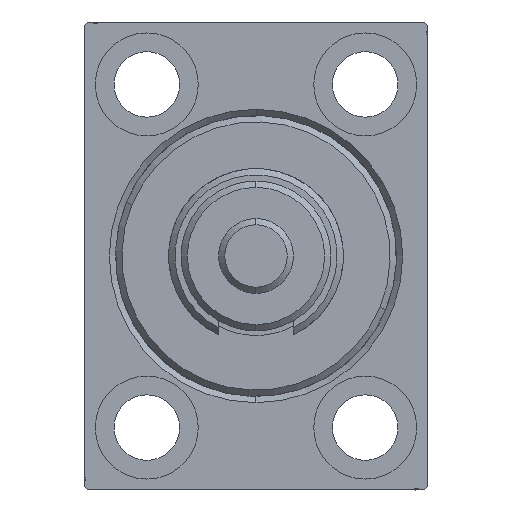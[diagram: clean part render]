
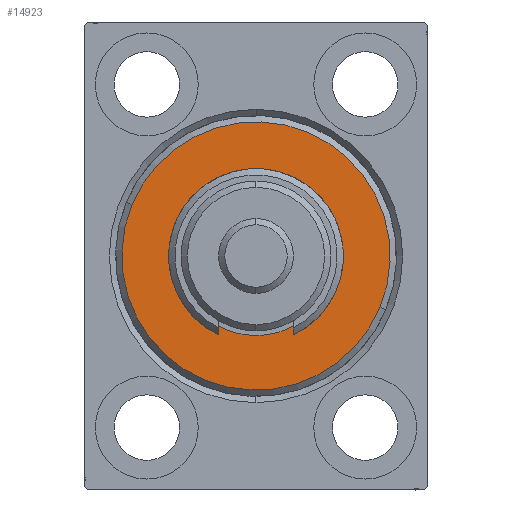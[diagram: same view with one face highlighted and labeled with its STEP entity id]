
A CAD part, left-side view. The second image highlights one B-rep face of the part: STEP entity #14923.
In plain terms, the highlighted face is planar.
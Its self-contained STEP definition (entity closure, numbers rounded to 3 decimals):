
#939 = VERTEX_POINT ( 'NONE', #15469 ) ;
#1789 = VERTEX_POINT ( 'NONE', #44641 ) ;
#2242 = EDGE_CURVE ( 'NONE', #12072, #939, #19754, .T. ) ;
#2685 = AXIS2_PLACEMENT_3D ( 'NONE', #43255, #46119, #17234 ) ;
#3413 = DIRECTION ( 'NONE',  ( 0., 0., -1. ) ) ;
#3644 = CARTESIAN_POINT ( 'NONE',  ( 3., 0., 0. ) ) ;
#6961 = CARTESIAN_POINT ( 'NONE',  ( 3., 0., -21.5 ) ) ;
#7209 = CARTESIAN_POINT ( 'NONE',  ( 3., 0., 0. ) ) ;
#7440 = EDGE_CURVE ( 'NONE', #939, #12072, #40487, .T. ) ;
#7524 = EDGE_LOOP ( 'NONE', ( #34448, #35625 ) ) ;
#11040 = CIRCLE ( 'NONE', #2685, 12.75 ) ;
#12072 = VERTEX_POINT ( 'NONE', #6961 ) ;
#13086 = CIRCLE ( 'NONE', #13845, 12.75 ) ;
#13777 = AXIS2_PLACEMENT_3D ( 'NONE', #39467, #21317, #35864 ) ;
#13845 = AXIS2_PLACEMENT_3D ( 'NONE', #3644, #47094, #3413 ) ;
#14923 = ADVANCED_FACE ( 'NONE', ( #27413, #26471 ), #41044, .T. ) ;
#15469 = CARTESIAN_POINT ( 'NONE',  ( 3., 0., 21.5 ) ) ;
#15676 = EDGE_LOOP ( 'NONE', ( #32139, #32443 ) ) ;
#17234 = DIRECTION ( 'NONE',  ( 0., 0., -1. ) ) ;
#17969 = DIRECTION ( 'NONE',  ( 1., 0., 0. ) ) ;
#19293 = DIRECTION ( 'NONE',  ( 1., 0., 0. ) ) ;
#19754 = CIRCLE ( 'NONE', #39515, 21.5 ) ;
#21317 = DIRECTION ( 'NONE',  ( 1., 0., 0. ) ) ;
#22901 = CARTESIAN_POINT ( 'NONE',  ( 3., 0., 0. ) ) ;
#26471 = FACE_BOUND ( 'NONE', #15676, .T. ) ;
#26976 = EDGE_CURVE ( 'NONE', #40836, #1789, #13086, .T. ) ;
#27413 = FACE_OUTER_BOUND ( 'NONE', #7524, .T. ) ;
#32139 = ORIENTED_EDGE ( 'NONE', *, *, #26976, .T. ) ;
#32443 = ORIENTED_EDGE ( 'NONE', *, *, #44619, .T. ) ;
#33848 = DIRECTION ( 'NONE',  ( 0., 0., -1. ) ) ;
#34448 = ORIENTED_EDGE ( 'NONE', *, *, #7440, .T. ) ;
#35625 = ORIENTED_EDGE ( 'NONE', *, *, #2242, .T. ) ;
#35864 = DIRECTION ( 'NONE',  ( 0., 0., -1. ) ) ;
#39467 = CARTESIAN_POINT ( 'NONE',  ( 3., 0., 0. ) ) ;
#39515 = AXIS2_PLACEMENT_3D ( 'NONE', #7209, #17969, #43966 ) ;
#39609 = AXIS2_PLACEMENT_3D ( 'NONE', #22901, #19293, #33848 ) ;
#40487 = CIRCLE ( 'NONE', #13777, 21.5 ) ;
#40648 = CARTESIAN_POINT ( 'NONE',  ( 3., 0., 12.75 ) ) ;
#40836 = VERTEX_POINT ( 'NONE', #40648 ) ;
#41044 = PLANE ( 'NONE',  #39609 ) ;
#43255 = CARTESIAN_POINT ( 'NONE',  ( 3., 0., 0. ) ) ;
#43966 = DIRECTION ( 'NONE',  ( 0., 0., -1. ) ) ;
#44619 = EDGE_CURVE ( 'NONE', #1789, #40836, #11040, .T. ) ;
#44641 = CARTESIAN_POINT ( 'NONE',  ( 3., 0., -12.75 ) ) ;
#46119 = DIRECTION ( 'NONE',  ( -1., 0., 0. ) ) ;
#47094 = DIRECTION ( 'NONE',  ( -1., 0., 0. ) ) ;
